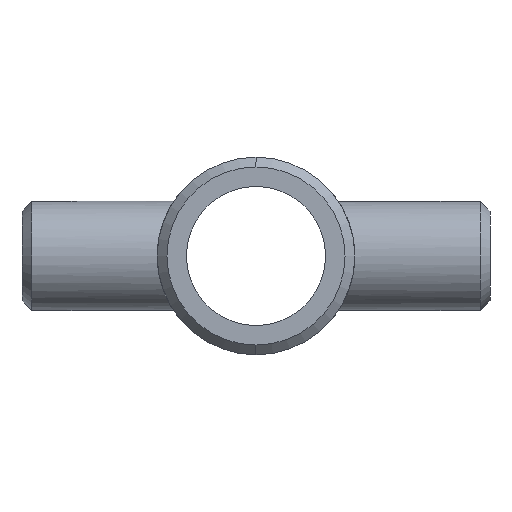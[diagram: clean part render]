
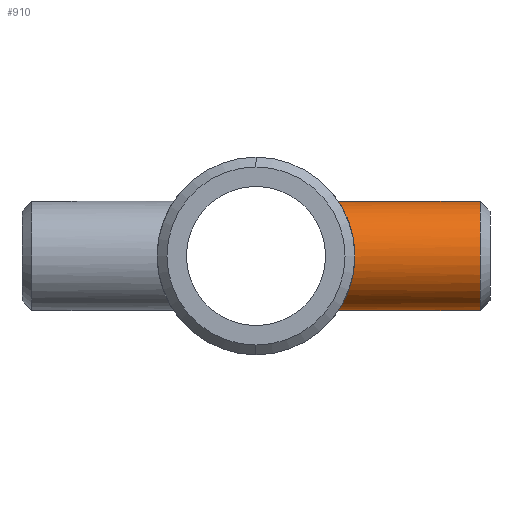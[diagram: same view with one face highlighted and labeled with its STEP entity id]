
A CAD part, left-side view. The second image highlights one B-rep face of the part: STEP entity #910.
In plain terms, the highlighted cylindrical face has radius 13.335 mm (diameter 26.67 mm), a partial arc.
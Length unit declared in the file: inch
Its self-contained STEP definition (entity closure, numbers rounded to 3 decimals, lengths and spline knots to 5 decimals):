
#2 = CARTESIAN_POINT ( 'NONE',  ( -0.32066, -0.85414, 0.41604 ) ) ;
#13 = VECTOR ( 'NONE', #933, 39.37008 ) ;
#17 = CARTESIAN_POINT ( 'NONE',  ( -0.23521, -0.82538, 0.47062 ) ) ;
#20 = CARTESIAN_POINT ( 'NONE',  ( -0.49749, -0.93501, -0.17127 ) ) ;
#43 = CARTESIAN_POINT ( 'NONE',  ( -0.32122, -0.85403, -0.41664 ) ) ;
#45 = VERTEX_POINT ( 'NONE', #661 ) ;
#90 = EDGE_CURVE ( 'NONE', #378, #803, #435, .T. ) ;
#98 = CARTESIAN_POINT ( 'NONE',  ( 0., -0.79175, 0.525 ) ) ;
#109 = CARTESIAN_POINT ( 'NONE',  ( -0.52502, -0.95001, -0.01677 ) ) ;
#110 = DIRECTION ( 'NONE',  ( 0., 1., 0. ) ) ;
#115 = CARTESIAN_POINT ( 'NONE',  ( -0.34706, -0.86421, -0.39535 ) ) ;
#116 = EDGE_CURVE ( 'NONE', #581, #803, #784, .T. ) ;
#128 = CARTESIAN_POINT ( 'NONE',  ( -0.07046, -0.79469, -0.52055 ) ) ;
#134 = CARTESIAN_POINT ( 'NONE',  ( -0.03541, -0.79235, -0.5241 ) ) ;
#185 = EDGE_CURVE ( 'NONE', #45, #581, #394, .T. ) ;
#186 = ORIENTED_EDGE ( 'NONE', *, *, #116, .T. ) ;
#200 = CARTESIAN_POINT ( 'NONE',  ( -0.08794, -0.79644, -0.51788 ) ) ;
#206 = CARTESIAN_POINT ( 'NONE',  ( -0.01771, -0.79175, -0.525 ) ) ;
#228 = DIRECTION ( 'NONE',  ( 0., 0., -1. ) ) ;
#262 = CARTESIAN_POINT ( 'NONE',  ( 0., -2.25, -0.525 ) ) ;
#278 = DIRECTION ( 'NONE',  ( 0., 1., 0. ) ) ;
#279 = CARTESIAN_POINT ( 'NONE',  ( -0.12156, -0.80085, 0.51103 ) ) ;
#280 = ORIENTED_EDGE ( 'NONE', *, *, #90, .F. ) ;
#283 = CARTESIAN_POINT ( 'NONE',  ( -0.34672, -0.86426, 0.39458 ) ) ;
#286 = FACE_OUTER_BOUND ( 'NONE', #828, .T. ) ;
#288 = CARTESIAN_POINT ( 'NONE',  ( -0.50656, -0.93993, 0.13899 ) ) ;
#316 = EDGE_CURVE ( 'NONE', #378, #45, #1018, .T. ) ;
#321 = ORIENTED_EDGE ( 'NONE', *, *, #185, .T. ) ;
#347 = CARTESIAN_POINT ( 'NONE',  ( -0.35915, -0.86934, 0.3833 ) ) ;
#352 = CARTESIAN_POINT ( 'NONE',  ( -0.08753, -0.7964, 0.51794 ) ) ;
#365 = CARTESIAN_POINT ( 'NONE',  ( -0.13831, -0.80358, 0.50675 ) ) ;
#369 = CARTESIAN_POINT ( 'NONE',  ( -0.51094, -0.9423, 0.12195 ) ) ;
#378 = VERTEX_POINT ( 'NONE', #515 ) ;
#393 = CARTESIAN_POINT ( 'NONE',  ( -0.21925, -0.82141, -0.47733 ) ) ;
#394 = LINE ( 'NONE', #787, #725 ) ;
#435 = LINE ( 'NONE', #262, #13 ) ;
#444 = CARTESIAN_POINT ( 'NONE',  ( -0.07025, -0.79467, 0.52058 ) ) ;
#449 = CARTESIAN_POINT ( 'NONE',  ( -0.03514, -0.79234, 0.52412 ) ) ;
#475 = CARTESIAN_POINT ( 'NONE',  ( -0.52067, -0.94762, -0.06955 ) ) ;
#515 = CARTESIAN_POINT ( 'NONE',  ( 0., -2.15633, -0.525 ) ) ;
#532 = CARTESIAN_POINT ( 'NONE',  ( -0.18766, -0.81354, 0.49062 ) ) ;
#550 = CARTESIAN_POINT ( 'NONE',  ( -0.49632, -0.93444, 0.17203 ) ) ;
#556 = CARTESIAN_POINT ( 'NONE',  ( -0.46981, -0.92062, 0.23493 ) ) ;
#562 = CARTESIAN_POINT ( 'NONE',  ( -0.49043, -0.93132, 0.18814 ) ) ;
#581 = VERTEX_POINT ( 'NONE', #805 ) ;
#609 = CYLINDRICAL_SURFACE ( 'NONE', #1021, 0.525 ) ;
#616 = CARTESIAN_POINT ( 'NONE',  ( -0.01747, -0.79175, 0.525 ) ) ;
#618 = DIRECTION ( 'NONE',  ( 0., 0., -1. ) ) ;
#628 = CARTESIAN_POINT ( 'NONE',  ( -0.17228, -0.80971, -0.49709 ) ) ;
#634 = CARTESIAN_POINT ( 'NONE',  ( -0.47718, -0.92441, 0.21959 ) ) ;
#636 = ORIENTED_EDGE ( 'NONE', *, *, #316, .T. ) ;
#639 = CARTESIAN_POINT ( 'NONE',  ( -0.52418, -0.94954, -0.03431 ) ) ;
#644 = CARTESIAN_POINT ( 'NONE',  ( -0.26445, -0.83463, -0.45385 ) ) ;
#661 = CARTESIAN_POINT ( 'NONE',  ( 0., -2.15633, 0.525 ) ) ;
#683 = CARTESIAN_POINT ( 'NONE',  ( 0., -0.79175, -0.525 ) ) ;
#685 = CARTESIAN_POINT ( 'NONE',  ( -0.3947, -0.88442, 0.34779 ) ) ;
#700 = CARTESIAN_POINT ( 'NONE',  ( -0.39462, -0.88438, -0.34789 ) ) ;
#712 = CARTESIAN_POINT ( 'NONE',  ( -0.47057, -0.92097, -0.23536 ) ) ;
#725 = VECTOR ( 'NONE', #110, 39.37008 ) ;
#752 = CARTESIAN_POINT ( 'NONE',  ( 0., -2.15633, 0. ) ) ;
#766 = CARTESIAN_POINT ( 'NONE',  ( -0.30701, -0.84909, 0.42621 ) ) ;
#775 = CARTESIAN_POINT ( 'NONE',  ( -0.17132, -0.80992, 0.49656 ) ) ;
#784 = B_SPLINE_CURVE_WITH_KNOTS ( 'NONE', 3,
 ( #98, #616, #449, #444, #352, #279, #365, #775, #532, #17, #1042, #766, #2, #283, #347, #685, #1031, #939, #807, #556, #634, #562, #550, #288, #369, #964, #785, #109, #639, #475, #801, #893, #20, #712, #876, #1064, #700, #115, #43, #1047, #644, #1059, #393, #628, #882, #200, #128, #134, #206, #1053 ),
 .UNSPECIFIED., .F., .F.,
 ( 4, 2, 2, 2, 2, 2, 2, 2, 2, 2, 2, 2, 2, 2, 2, 2, 2, 2, 2, 2, 2, 2, 2, 2, 4 ),
 ( 0.0426, 0.04392, 0.04525, 0.04658, 0.04791, 0.05056, 0.05189, 0.05322, 0.05587, 0.0572, 0.05853, 0.05986, 0.06119, 0.06384, 0.06517, 0.0665, 0.06915, 0.07181, 0.07446, 0.07712, 0.07845, 0.07977, 0.08243, 0.08376, 0.08508 ),
 .UNSPECIFIED. ) ;
#785 = CARTESIAN_POINT ( 'NONE',  ( -0.52495, -0.94997, 0.03566 ) ) ;
#787 = CARTESIAN_POINT ( 'NONE',  ( 0., -2.25, 0.525 ) ) ;
#801 = CARTESIAN_POINT ( 'NONE',  ( -0.51805, -0.94617, -0.08693 ) ) ;
#803 = VERTEX_POINT ( 'NONE', #683 ) ;
#805 = CARTESIAN_POINT ( 'NONE',  ( 0., -0.79175, 0.525 ) ) ;
#807 = CARTESIAN_POINT ( 'NONE',  ( -0.45362, -0.91247, 0.26485 ) ) ;
#814 = DIRECTION ( 'NONE',  ( 0., 1., 0. ) ) ;
#828 = EDGE_LOOP ( 'NONE', ( #636, #321, #186, #280 ) ) ;
#876 = CARTESIAN_POINT ( 'NONE',  ( -0.45429, -0.91268, -0.26532 ) ) ;
#882 = CARTESIAN_POINT ( 'NONE',  ( -0.13955, -0.80323, -0.50733 ) ) ;
#893 = CARTESIAN_POINT ( 'NONE',  ( -0.50769, -0.94052, -0.13818 ) ) ;
#910 = ADVANCED_FACE ( 'NONE', ( #286 ), #609, .T. ) ;
#933 = DIRECTION ( 'NONE',  ( 0., 1., 0. ) ) ;
#935 = CARTESIAN_POINT ( 'NONE',  ( 0., -2.25, 0. ) ) ;
#939 = CARTESIAN_POINT ( 'NONE',  ( -0.44476, -0.90808, 0.27948 ) ) ;
#964 = CARTESIAN_POINT ( 'NONE',  ( -0.52145, -0.94802, 0.07034 ) ) ;
#976 = AXIS2_PLACEMENT_3D ( 'NONE', #752, #814, #228 ) ;
#1018 = CIRCLE ( 'NONE', #976, 0.525 ) ;
#1021 = AXIS2_PLACEMENT_3D ( 'NONE', #935, #278, #618 ) ;
#1031 = CARTESIAN_POINT ( 'NONE',  ( -0.41612, -0.89429, 0.32192 ) ) ;
#1042 = CARTESIAN_POINT ( 'NONE',  ( -0.26496, -0.8345, 0.45449 ) ) ;
#1047 = CARTESIAN_POINT ( 'NONE',  ( -0.27911, -0.83941, -0.44498 ) ) ;
#1053 = CARTESIAN_POINT ( 'NONE',  ( 0., -0.79175, -0.525 ) ) ;
#1059 = CARTESIAN_POINT ( 'NONE',  ( -0.23455, -0.82564, -0.47 ) ) ;
#1064 = CARTESIAN_POINT ( 'NONE',  ( -0.41643, -0.89443, -0.3215 ) ) ;
